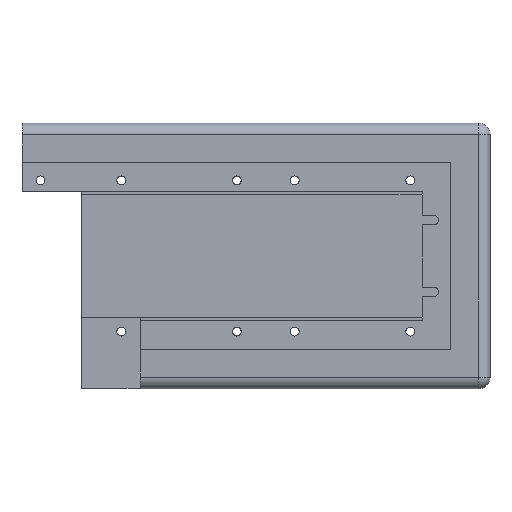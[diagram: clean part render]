
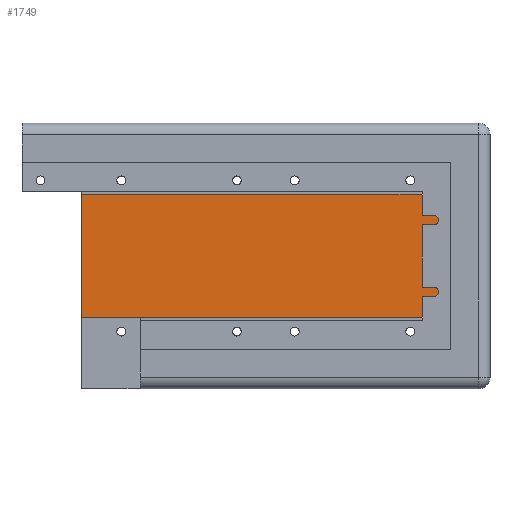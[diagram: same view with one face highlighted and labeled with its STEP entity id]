
A CAD part, top view. The second image highlights one B-rep face of the part: STEP entity #1749.
In plain terms, the highlighted planar face has unit normal (0, 0, 1).
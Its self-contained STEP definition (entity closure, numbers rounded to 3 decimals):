
#106=PLANE('',#1922);
#221=LINE('',#2745,#398);
#259=LINE('',#2859,#436);
#261=LINE('',#2863,#438);
#262=LINE('',#2864,#439);
#398=VECTOR('',#2225,10.);
#436=VECTOR('',#2343,10.);
#438=VECTOR('',#2347,10.);
#439=VECTOR('',#2348,10.);
#574=FACE_OUTER_BOUND('',#689,.T.);
#689=EDGE_LOOP('',(#1548,#1549,#1550,#1551));
#888=VERTEX_POINT('',#2742);
#889=VERTEX_POINT('',#2744);
#925=VERTEX_POINT('',#2858);
#926=VERTEX_POINT('',#2862);
#1088=EDGE_CURVE('',#889,#888,#221,.T.);
#1143=EDGE_CURVE('',#889,#925,#259,.T.);
#1145=EDGE_CURVE('',#888,#926,#261,.T.);
#1146=EDGE_CURVE('',#926,#925,#262,.T.);
#1548=ORIENTED_EDGE('',*,*,#1088,.T.);
#1549=ORIENTED_EDGE('',*,*,#1145,.T.);
#1550=ORIENTED_EDGE('',*,*,#1146,.T.);
#1551=ORIENTED_EDGE('',*,*,#1143,.F.);
#1749=ADVANCED_FACE('',(#574),#106,.F.);
#1922=AXIS2_PLACEMENT_3D('',#2861,#2345,#2346);
#2225=DIRECTION('',(0.,-1.,0.));
#2343=DIRECTION('',(1.,0.,0.));
#2345=DIRECTION('center_axis',(0.,0.,-1.));
#2346=DIRECTION('ref_axis',(-1.,0.,0.));
#2347=DIRECTION('',(1.,0.,0.));
#2348=DIRECTION('',(0.,1.,0.));
#2742=CARTESIAN_POINT('',(0.2,13.7,-12.));
#2744=CARTESIAN_POINT('',(0.2,67.1,-12.));
#2745=CARTESIAN_POINT('',(0.2,26.55,-12.));
#2858=CARTESIAN_POINT('',(176.55,67.1,-12.));
#2859=CARTESIAN_POINT('',(146.65,67.1,-12.));
#2861=CARTESIAN_POINT('Origin',(75.725,40.4,-12.));
#2862=CARTESIAN_POINT('',(176.55,13.7,-12.));
#2863=CARTESIAN_POINT('',(146.65,13.7,-12.));
#2864=CARTESIAN_POINT('',(176.55,54.25,-12.));
